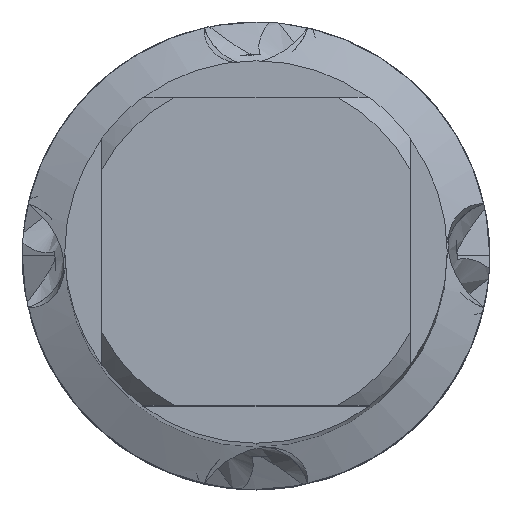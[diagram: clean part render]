
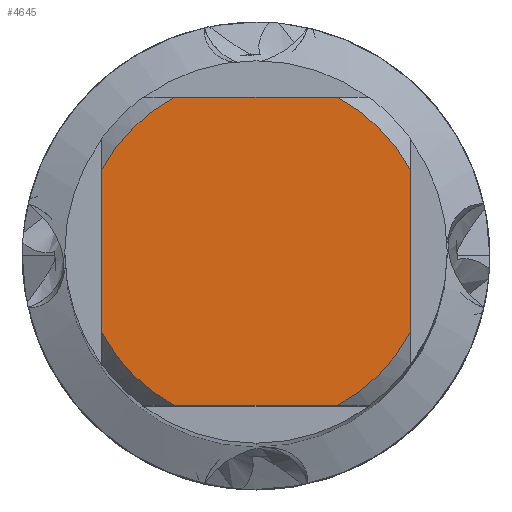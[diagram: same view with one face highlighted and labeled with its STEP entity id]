
A CAD part, top view. The second image highlights one B-rep face of the part: STEP entity #4645.
In plain terms, the highlighted planar face has unit normal (0, 0, 1).
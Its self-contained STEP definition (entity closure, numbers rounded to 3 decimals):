
#1927=EDGE_CURVE('',#4123,#2101,#5309,.T.);
#2101=VERTEX_POINT('',#5496);
#2165=VERTEX_POINT('',#5564);
#2277=EDGE_CURVE('',#2165,#2303,#5685,.T.);
#2303=VERTEX_POINT('',#5713);
#2367=EDGE_CURVE('',#2165,#2101,#5787,.T.);
#2371=VERTEX_POINT('',#5791);
#2531=EDGE_CURVE('',#2371,#2837,#5964,.T.);
#2533=EDGE_CURVE('',#4251,#4663,#5966,.T.);
#2837=VERTEX_POINT('',#6298);
#3501=EDGE_CURVE('',#4123,#4663,#7015,.T.);
#3639=EDGE_CURVE('',#2371,#2303,#7166,.T.);
#3855=EDGE_CURVE('',#4251,#2837,#7401,.T.);
#4123=VERTEX_POINT('',#7689);
#4251=VERTEX_POINT('',#7830);
#4645=ADVANCED_FACE('',(#8259),#8260,.T.);
#4663=VERTEX_POINT('',#8279);
#5309=CIRCLE('',#9339,8.2);
#5496=CARTESIAN_POINT('',(7.25,3.831,0.0));
#5564=CARTESIAN_POINT('',(7.25,-3.831,0.0));
#5685=CIRCLE('',#10362,8.2);
#5713=CARTESIAN_POINT('',(3.831,-7.25,0.0));
#5787=LINE('',#10635,#10636);
#5791=CARTESIAN_POINT('',(-3.831,-7.25,0.0));
#5964=CIRCLE('',#11514,8.2);
#5966=CIRCLE('',#11517,8.2);
#6298=CARTESIAN_POINT('',(-7.25,-3.831,0.0));
#7015=LINE('',#15804,#15805);
#7166=LINE('',#16491,#16492);
#7401=LINE('',#17133,#17134);
#7689=CARTESIAN_POINT('',(3.831,7.25,0.0));
#7830=CARTESIAN_POINT('',(-7.25,3.831,0.0));
#8259=FACE_OUTER_BOUND('',#19250,.T.);
#8260=PLANE('',#19251);
#8279=CARTESIAN_POINT('',(-3.831,7.25,0.0));
#9339=AXIS2_PLACEMENT_3D('',#21322,#21323,#21324);
#10362=AXIS2_PLACEMENT_3D('',#21669,#21670,#21671);
#10635=CARTESIAN_POINT('',(7.25,2.05,0.0));
#10636=VECTOR('',#21809,1.0);
#11514=AXIS2_PLACEMENT_3D('',#22048,#22049,#22050);
#11517=AXIS2_PLACEMENT_3D('',#22051,#22052,#22053);
#15804=CARTESIAN_POINT('',(0.0,7.25,0.0));
#15805=VECTOR('',#23065,1.0);
#16491=CARTESIAN_POINT('',(0.0,-7.25,0.0));
#16492=VECTOR('',#23316,1.0);
#17133=CARTESIAN_POINT('',(-7.25,2.05,0.0));
#17134=VECTOR('',#23554,1.0);
#19250=EDGE_LOOP('',(#24400,#24401,#24402,#24403,#24404,#24405,#24406,#24407));
#19251=AXIS2_PLACEMENT_3D('',#24408,#24409,#24410);
#21322=CARTESIAN_POINT('',(0.0,0.0,0.0));
#21323=DIRECTION('',(0.0,0.0,-1.0));
#21324=DIRECTION('',(0.0,1.0,0.0));
#21669=CARTESIAN_POINT('',(0.0,0.0,0.0));
#21670=DIRECTION('',(0.0,0.0,-1.0));
#21671=DIRECTION('',(0.0,1.0,0.0));
#21809=DIRECTION('',(-0.0,1.0,0.0));
#22048=CARTESIAN_POINT('',(0.0,0.0,0.0));
#22049=DIRECTION('',(0.0,0.0,-1.0));
#22050=DIRECTION('',(0.0,1.0,0.0));
#22051=CARTESIAN_POINT('',(0.0,0.0,0.0));
#22052=DIRECTION('',(0.0,0.0,-1.0));
#22053=DIRECTION('',(0.0,1.0,0.0));
#23065=DIRECTION('',(-1.0,0.0,0.0));
#23316=DIRECTION('',(1.0,0.0,0.0));
#23554=DIRECTION('',(-0.0,-1.0,0.0));
#24400=ORIENTED_EDGE('',*,*,#3855,.T.);
#24401=ORIENTED_EDGE('',*,*,#2531,.F.);
#24402=ORIENTED_EDGE('',*,*,#3639,.T.);
#24403=ORIENTED_EDGE('',*,*,#2277,.F.);
#24404=ORIENTED_EDGE('',*,*,#2367,.T.);
#24405=ORIENTED_EDGE('',*,*,#1927,.F.);
#24406=ORIENTED_EDGE('',*,*,#3501,.T.);
#24407=ORIENTED_EDGE('',*,*,#2533,.F.);
#24408=CARTESIAN_POINT('',(0.0,4.1,0.0));
#24409=DIRECTION('',(-0.0,0.0,1.0));
#24410=DIRECTION('',(0.0,-1.0,0.0));
